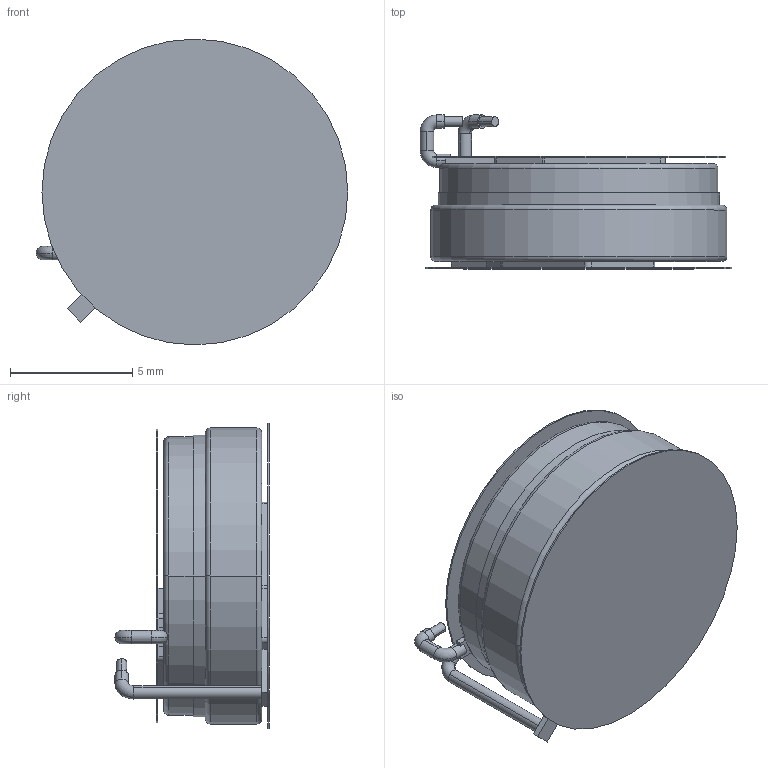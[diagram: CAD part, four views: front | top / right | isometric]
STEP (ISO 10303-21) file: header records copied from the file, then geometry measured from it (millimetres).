
FILE_DESCRIPTION (( 'STEP AP214' ), '1' );
FILE_NAME ('CP1240-tags.STEP', '2020-03-19T17:42:49', ( '' ), ( '' ), 'SwSTEP 2.0', 'SolidWorks 2018', '' );
FILE_SCHEMA (( 'AUTOMOTIVE_DESIGN' ));
Length unit declared in the file: millimetre
Products named in the file (6): NegKapton; TagPos; TagNeg; PosKapton; Varta-CP1240-A3; CP1240-tags
Assembly tree (5 placements, depth 2):
  CP1240-tags
    Varta-CP1240-A3
    NegKapton
    PosKapton
    TagNeg
    TagPos
Bounding box: 12.73 x 6.29 x 12.5 mm (x, y, z)
Volume: 466.5 mm3; surface area: 993.6 mm2
Topology: 5 solids, 5 shells, 258 faces, 660 edges, 438 vertices
Faces by surface type: plane 161, bspline 49, cylinder 36, torus 12
Entity records: 12954 total; most frequent: CARTESIAN_POINT 4653, ORIENTED_EDGE 1320, DIRECTION 1102, EDGE_CURVE 660, VECTOR 456, LINE 456, VERTEX_POINT 438, AXIS2_PLACEMENT_3D 323
